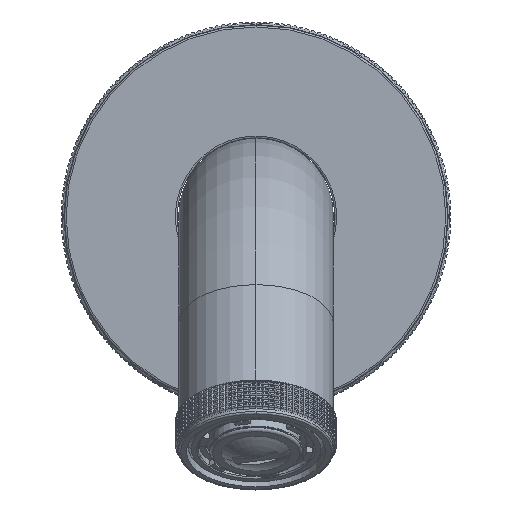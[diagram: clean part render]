
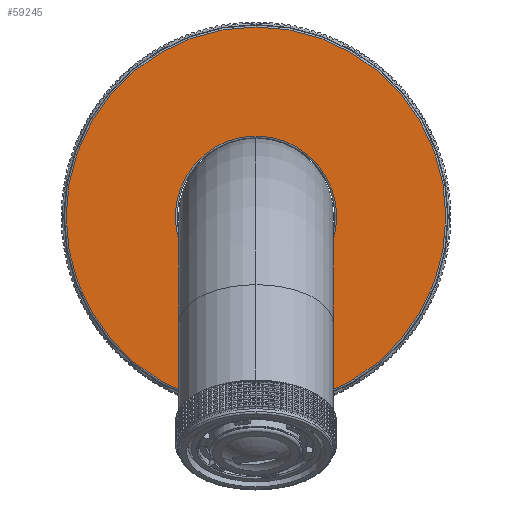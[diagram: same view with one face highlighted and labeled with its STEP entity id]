
A CAD part, top view. The second image highlights one B-rep face of the part: STEP entity #59245.
In plain terms, the highlighted planar face has unit normal (0, 0, 1).
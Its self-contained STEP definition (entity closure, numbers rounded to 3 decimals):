
#728 = CARTESIAN_POINT ( 'NONE',  ( 0., 0., 48.941 ) ) ;
#2702 = CIRCLE ( 'NONE', #212857, 13.05 ) ;
#10969 = DIRECTION ( 'NONE',  ( 0., -1., 0. ) ) ;
#16639 = AXIS2_PLACEMENT_3D ( 'NONE', #244927, #148700, #49948 ) ;
#23123 = EDGE_CURVE ( 'NONE', #103021, #64497, #61115, .T. ) ;
#23448 = ORIENTED_EDGE ( 'NONE', *, *, #85900, .T. ) ;
#27450 = CARTESIAN_POINT ( 'NONE',  ( 0., 0., 48.941 ) ) ;
#32360 = CARTESIAN_POINT ( 'NONE',  ( 0., -30.7, 48.941 ) ) ;
#33183 = CARTESIAN_POINT ( 'NONE',  ( 0., -13.05, 48.941 ) ) ;
#46484 = FACE_OUTER_BOUND ( 'NONE', #66852, .T. ) ;
#47272 = DIRECTION ( 'NONE',  ( 0., -1., 0. ) ) ;
#49948 = DIRECTION ( 'NONE',  ( 0., -1., 0. ) ) ;
#52570 = DIRECTION ( 'NONE',  ( 0., 0., 1. ) ) ;
#59245 = ADVANCED_FACE ( 'NONE', ( #46484, #123734 ), #200898, .T. ) ;
#61115 = CIRCLE ( 'NONE', #16639, 30.7 ) ;
#63789 = DIRECTION ( 'NONE',  ( 0., 0., -1. ) ) ;
#64497 = VERTEX_POINT ( 'NONE', #32360 ) ;
#66852 = EDGE_LOOP ( 'NONE', ( #23448, #89893 ) ) ;
#71698 = DIRECTION ( 'NONE',  ( 0., 0., 1. ) ) ;
#72199 = ORIENTED_EDGE ( 'NONE', *, *, #88328, .T. ) ;
#72827 = CARTESIAN_POINT ( 'NONE',  ( 0., 0., 48.941 ) ) ;
#76881 = VERTEX_POINT ( 'NONE', #33183 ) ;
#85900 = EDGE_CURVE ( 'NONE', #64497, #103021, #117160, .T. ) ;
#88328 = EDGE_CURVE ( 'NONE', #183343, #76881, #166242, .T. ) ;
#89893 = ORIENTED_EDGE ( 'NONE', *, *, #23123, .T. ) ;
#103021 = VERTEX_POINT ( 'NONE', #207707 ) ;
#112074 = DIRECTION ( 'NONE',  ( 0., -1., 0. ) ) ;
#117160 = CIRCLE ( 'NONE', #165720, 30.7 ) ;
#123258 = EDGE_CURVE ( 'NONE', #76881, #183343, #2702, .T. ) ;
#123734 = FACE_BOUND ( 'NONE', #222620, .T. ) ;
#141883 = AXIS2_PLACEMENT_3D ( 'NONE', #728, #232378, #212136 ) ;
#143543 = CARTESIAN_POINT ( 'NONE',  ( 0., 0., 48.941 ) ) ;
#148700 = DIRECTION ( 'NONE',  ( 0., 0., 1. ) ) ;
#159593 = CARTESIAN_POINT ( 'NONE',  ( 0., 13.05, 48.941 ) ) ;
#165720 = AXIS2_PLACEMENT_3D ( 'NONE', #72827, #52570, #112074 ) ;
#166242 = CIRCLE ( 'NONE', #141883, 13.05 ) ;
#183343 = VERTEX_POINT ( 'NONE', #159593 ) ;
#200898 = PLANE ( 'NONE',  #236570 ) ;
#207707 = CARTESIAN_POINT ( 'NONE',  ( 0., 30.7, 48.941 ) ) ;
#212136 = DIRECTION ( 'NONE',  ( 0., -1., 0. ) ) ;
#212857 = AXIS2_PLACEMENT_3D ( 'NONE', #143543, #63789, #47272 ) ;
#222620 = EDGE_LOOP ( 'NONE', ( #244148, #72199 ) ) ;
#232378 = DIRECTION ( 'NONE',  ( 0., 0., -1. ) ) ;
#236570 = AXIS2_PLACEMENT_3D ( 'NONE', #27450, #71698, #10969 ) ;
#244148 = ORIENTED_EDGE ( 'NONE', *, *, #123258, .T. ) ;
#244927 = CARTESIAN_POINT ( 'NONE',  ( 0., 0., 48.941 ) ) ;
